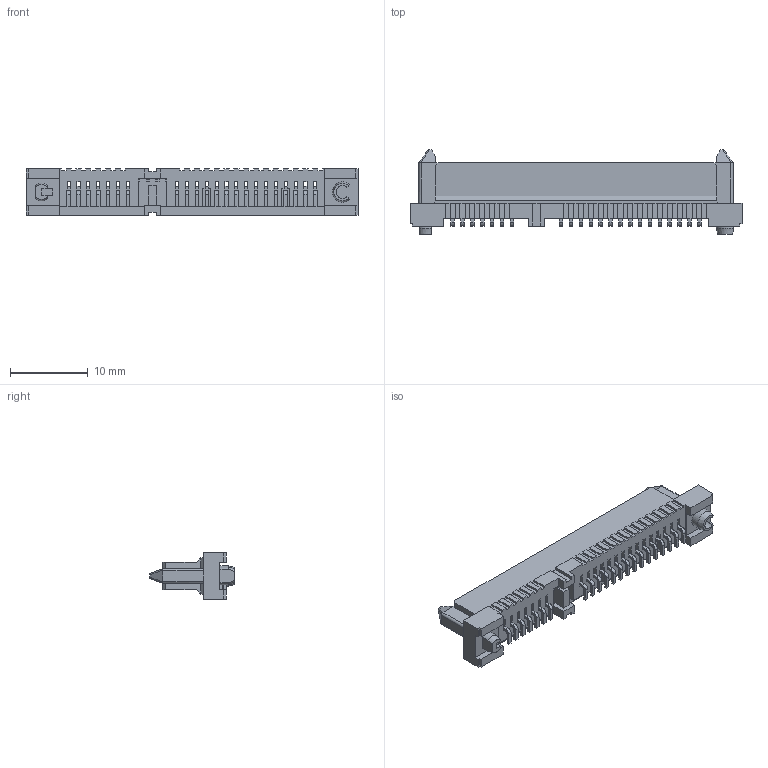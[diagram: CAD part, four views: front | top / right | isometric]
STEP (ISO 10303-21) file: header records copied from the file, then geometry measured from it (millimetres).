
FILE_DESCRIPTION((''),'2;1');
FILE_NAME('877131005','2009-10-26T',('pnb'),(''),'PRO/ENGINEER BY PARAMETRIC TECHNOLOGY CORPORATION, 2003451','PRO/ENGINEER BY PARAMETRIC TECHNOLOGY CORPORATION, 2003451','');
FILE_SCHEMA(('CONFIG_CONTROL_DESIGN'));
Length unit declared in the file: millimetre
Products named in the file (1): 877131005
Bounding box: 42.73 x 10.9 x 6 mm (x, y, z)
Volume: 897.6 mm3; surface area: 2324.4 mm2
Topology: 3 solids, 3 shells, 1055 faces, 3229 edges, 2118 vertices
Faces by surface type: plane 908, cylinder 144, cone 3
Entity records: 35515 total; most frequent: CARTESIAN_POINT 6401, ORIENTED_EDGE 6274, DIRECTION 5648, EDGE_CURVE 3137, VECTOR 2882, LINE 2882, VERTEX_POINT 2026, AXIS2_PLACEMENT_3D 1383
